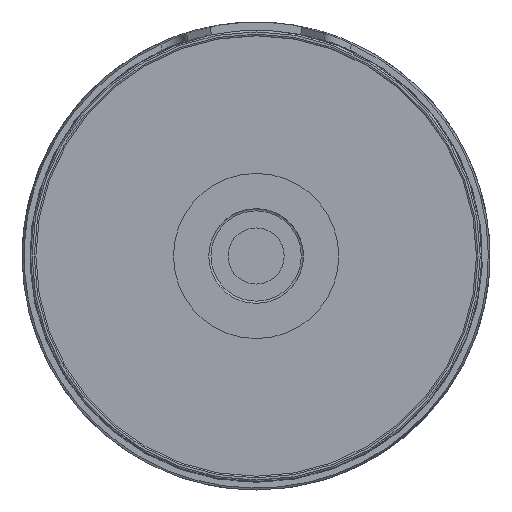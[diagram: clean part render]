
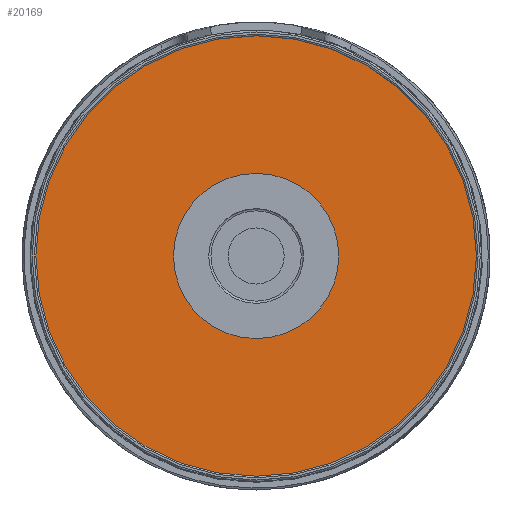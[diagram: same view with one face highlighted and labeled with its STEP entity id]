
A CAD part, front view. The second image highlights one B-rep face of the part: STEP entity #20169.
In plain terms, the highlighted planar face has unit normal (0, -1, 0).
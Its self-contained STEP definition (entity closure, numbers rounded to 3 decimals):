
#478=FACE_BOUND('',#3617,.T.);
#1114=CIRCLE('',#21878,6.35);
#1151=CIRCLE('',#21934,40.);
#2504=FACE_OUTER_BOUND('',#3616,.T.);
#3616=EDGE_LOOP('',(#17486));
#3617=EDGE_LOOP('',(#17487));
#9133=VERTEX_POINT('',#34926);
#9164=VERTEX_POINT('',#35021);
#11899=EDGE_CURVE('',#9133,#9133,#1114,.T.);
#11945=EDGE_CURVE('',#9164,#9164,#1151,.T.);
#17486=ORIENTED_EDGE('',*,*,#11945,.T.);
#17487=ORIENTED_EDGE('',*,*,#11899,.F.);
#18169=PLANE('',#21935);
#20169=ADVANCED_FACE('',(#2504,#478),#18169,.F.);
#21878=AXIS2_PLACEMENT_3D('',#34927,#27139,#27140);
#21934=AXIS2_PLACEMENT_3D('',#35023,#27260,#27261);
#21935=AXIS2_PLACEMENT_3D('',#35024,#27262,#27263);
#27139=DIRECTION('center_axis',(0.,-1.,0.));
#27140=DIRECTION('ref_axis',(-1.,0.,0.));
#27260=DIRECTION('center_axis',(0.,-1.,0.));
#27261=DIRECTION('ref_axis',(1.,0.,0.));
#27262=DIRECTION('center_axis',(0.,1.,0.));
#27263=DIRECTION('ref_axis',(1.,0.,0.));
#34926=CARTESIAN_POINT('',(6.35,-68.8,0.));
#34927=CARTESIAN_POINT('Origin',(0.,-68.8,
0.));
#35021=CARTESIAN_POINT('',(-40.,-68.8,0.));
#35023=CARTESIAN_POINT('Origin',(0.,-68.8,
0.));
#35024=CARTESIAN_POINT('Origin',(0.,-68.8,
0.));
